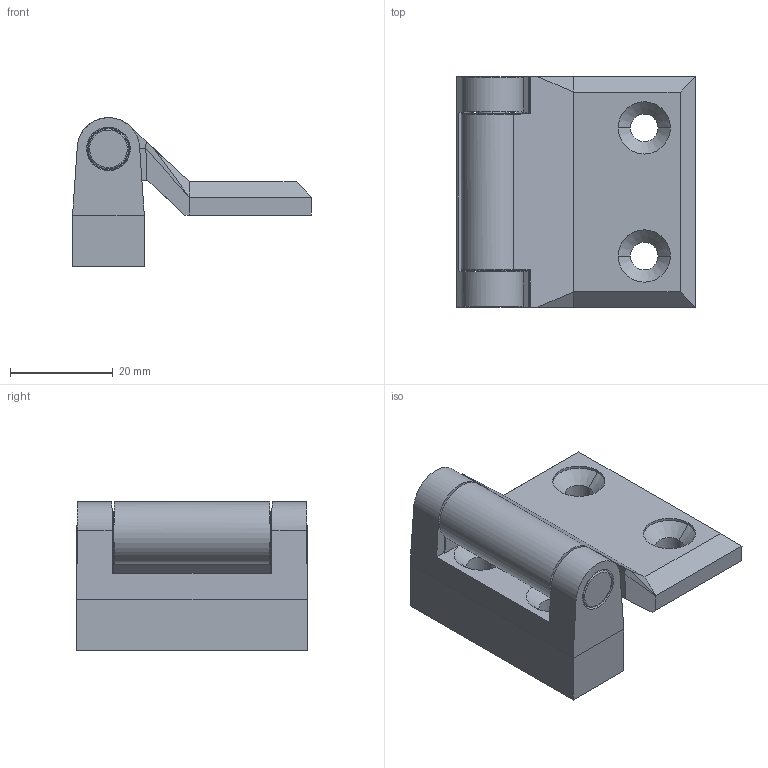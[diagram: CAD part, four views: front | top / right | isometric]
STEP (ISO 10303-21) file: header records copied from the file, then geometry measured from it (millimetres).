
FILE_DESCRIPTION (( 'STEP AP203' ), '1' );
FILE_NAME ('MK10.1.2.10.KROM.STEP', '2022-07-29T13:19:41', ( '' ), ( '' ), 'SwSTEP 2.0', 'SolidWorks 2021', '' );
FILE_SCHEMA (( 'CONFIG_CONTROL_DESIGN' ));
Length unit declared in the file: millimetre
Products named in the file (1): MK10.1.2.10.KROM
Bounding box: 46.62 x 45 x 29 mm (x, y, z)
Surface area: 12187.4 mm2 (no closed solid volume)
Topology: 0 solids, 5 shells, 159 faces, 502 edges, 348 vertices
Faces by surface type: plane 84, cone 40, cylinder 27, torus 8
Entity records: 6172 total; most frequent: CARTESIAN_POINT 2090, ORIENTED_EDGE 868, DIRECTION 682, EDGE_CURVE 502, VERTEX_POINT 348, AXIS2_PLACEMENT_3D 243, B_SPLINE_CURVE_WITH_KNOTS 203, LINE 196
